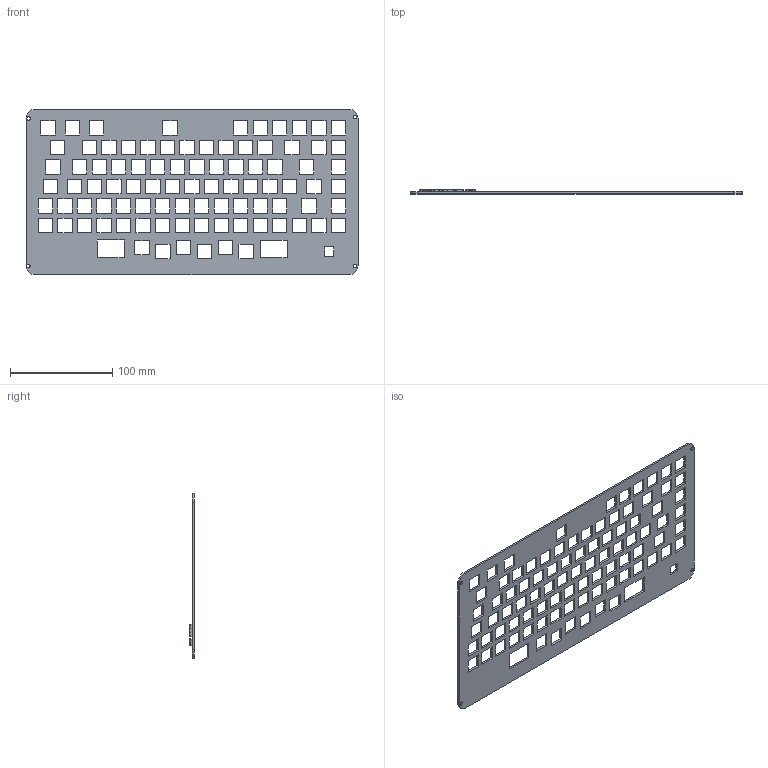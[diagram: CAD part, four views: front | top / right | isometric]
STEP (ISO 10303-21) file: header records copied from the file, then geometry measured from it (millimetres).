
FILE_DESCRIPTION(/* description */ ('STEP AP242','CAx-IF Rec.Pracs.---Representation and Presentation of Product Manufacturing Information (PMI)---4.0---2014-10-13','CAx-IF Rec.Pracs.---3D Tessellated Geometry---0.4---2014-09-14','2;1'),/* implementation_level */ '2;1');
FILE_NAME(/* name */ '6883aaad1a89467bad5842f1',/* time_stamp */ '2025-07-25T16:02:55Z',/* author */ (''),/* organization */ (''),/* preprocessor_version */ 'ST-DEVELOPER v20',/* originating_system */ 'ONSHAPE BY PTC INC, 1.201',/* authorisation */ ' ');
FILE_SCHEMA (('AP242_MANAGED_MODEL_BASED_3D_ENGINEERING_MIM_LF { 1 0 10303 442 1 1 4 }'));
Length unit declared in the file: metre
Products named in the file (1): Part 1
Bounding box: 323.94 x 4 x 161.4 mm (x, y, z)
Volume: 67677.4 mm3; surface area: 80720.5 mm2
Topology: 1 solids, 1 shells, 803 faces, 2334 edges, 1556 vertices
Faces by surface type: plane 706, bspline 82, cylinder 15
Full cylindrical faces by diameter (mm): 3.4 x4
Entity records: 26676 total; most frequent: CARTESIAN_POINT 5592, ORIENTED_EDGE 4660, DIRECTION 3640, EDGE_CURVE 2330, LINE 2136, VECTOR 2136, VERTEX_POINT 1556, EDGE_LOOP 1024
